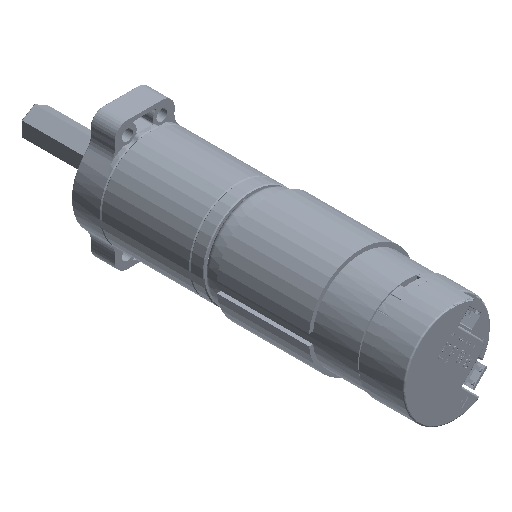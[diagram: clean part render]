
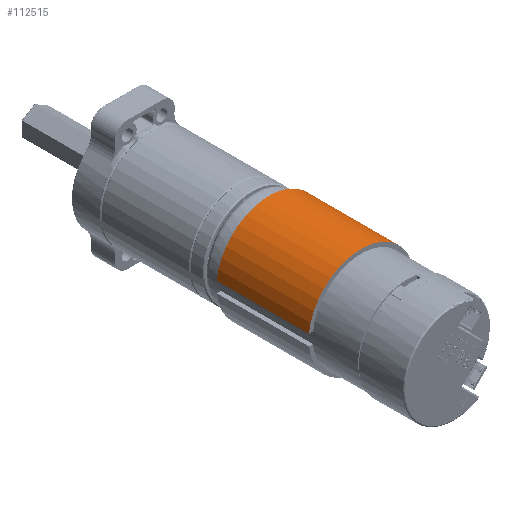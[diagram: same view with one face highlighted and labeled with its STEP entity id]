
A CAD part, isometric view. The second image highlights one B-rep face of the part: STEP entity #112515.
In plain terms, the highlighted cylindrical face has radius 19.5 mm (diameter 39 mm), a partial arc.
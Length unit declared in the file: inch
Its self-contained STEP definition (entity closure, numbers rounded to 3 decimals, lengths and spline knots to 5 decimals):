
#5510 = CARTESIAN_POINT ( 'NONE',  ( 0., 0., -0.2815 ) ) ;
#9157 = VECTOR ( 'NONE', #172826, 39.37008 ) ;
#9961 = EDGE_CURVE ( 'NONE', #88076, #120896, #79058, .T. ) ;
#31875 = CARTESIAN_POINT ( 'NONE',  ( -0.76772, 0., 1.96063 ) ) ;
#33596 = LINE ( 'NONE', #126688, #167670 ) ;
#35577 = EDGE_CURVE ( 'NONE', #45934, #171209, #189948, .T. ) ;
#36272 = DIRECTION ( 'NONE',  ( 0., 0., -1. ) ) ;
#37267 = DIRECTION ( 'NONE',  ( -1., 0., 0. ) ) ;
#37573 = CARTESIAN_POINT ( 'NONE',  ( -0.76772, 0., -0.2815 ) ) ;
#37933 = AXIS2_PLACEMENT_3D ( 'NONE', #5510, #99645, #52559 ) ;
#38519 = CYLINDRICAL_SURFACE ( 'NONE', #37933, 0.76772 ) ;
#39271 = DIRECTION ( 'NONE',  ( 0., 0., 1. ) ) ;
#45934 = VERTEX_POINT ( 'NONE', #51625 ) ;
#46289 = ORIENTED_EDGE ( 'NONE', *, *, #9961, .F. ) ;
#51625 = CARTESIAN_POINT ( 'NONE',  ( 0.76367, -0.07874, 1.96063 ) ) ;
#52559 = DIRECTION ( 'NONE',  ( -1., 0., 0. ) ) ;
#52714 = CARTESIAN_POINT ( 'NONE',  ( 0.76367, -0.07874, 0.62205 ) ) ;
#64348 = DIRECTION ( 'NONE',  ( -1., 0., 0. ) ) ;
#64978 = EDGE_CURVE ( 'NONE', #88076, #45934, #33596, .T. ) ;
#66317 = DIRECTION ( 'NONE',  ( 0., 0., -1. ) ) ;
#79058 = CIRCLE ( 'NONE', #191004, 0.76772 ) ;
#88076 = VERTEX_POINT ( 'NONE', #52714 ) ;
#94024 = ORIENTED_EDGE ( 'NONE', *, *, #64978, .T. ) ;
#99645 = DIRECTION ( 'NONE',  ( 0., 0., -1. ) ) ;
#112515 = ADVANCED_FACE ( 'NONE', ( #128660 ), #38519, .T. ) ;
#112698 = LINE ( 'NONE', #37573, #9157 ) ;
#120896 = VERTEX_POINT ( 'NONE', #155312 ) ;
#124127 = ORIENTED_EDGE ( 'NONE', *, *, #35577, .T. ) ;
#126688 = CARTESIAN_POINT ( 'NONE',  ( 0.76367, -0.07874, 0. ) ) ;
#128660 = FACE_OUTER_BOUND ( 'NONE', #176361, .T. ) ;
#142333 = ORIENTED_EDGE ( 'NONE', *, *, #180032, .T. ) ;
#145209 = AXIS2_PLACEMENT_3D ( 'NONE', #174514, #36272, #37267 ) ;
#155312 = CARTESIAN_POINT ( 'NONE',  ( -0.76772, 0., 0.62205 ) ) ;
#167670 = VECTOR ( 'NONE', #39271, 39.37008 ) ;
#171209 = VERTEX_POINT ( 'NONE', #31875 ) ;
#172826 = DIRECTION ( 'NONE',  ( 0., 0., -1. ) ) ;
#174514 = CARTESIAN_POINT ( 'NONE',  ( 0., 0., 1.96063 ) ) ;
#174516 = CARTESIAN_POINT ( 'NONE',  ( 0., 0., 0.62205 ) ) ;
#176361 = EDGE_LOOP ( 'NONE', ( #124127, #142333, #46289, #94024 ) ) ;
#180032 = EDGE_CURVE ( 'NONE', #171209, #120896, #112698, .T. ) ;
#189948 = CIRCLE ( 'NONE', #145209, 0.76772 ) ;
#191004 = AXIS2_PLACEMENT_3D ( 'NONE', #174516, #66317, #64348 ) ;
